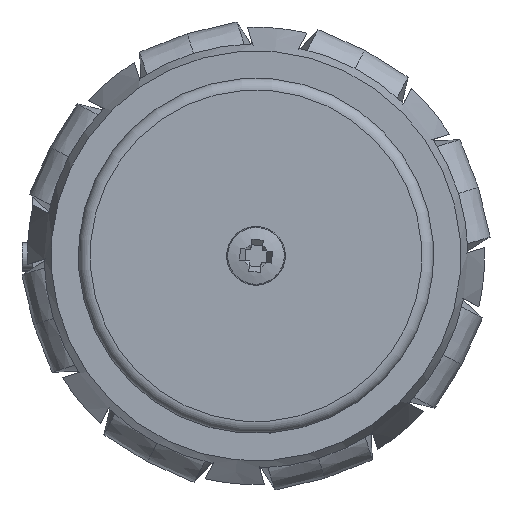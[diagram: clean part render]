
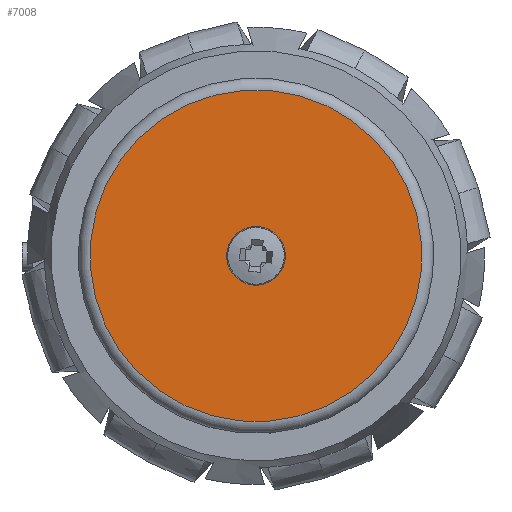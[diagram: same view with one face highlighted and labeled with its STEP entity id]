
A CAD part, top view. The second image highlights one B-rep face of the part: STEP entity #7008.
In plain terms, the highlighted face is planar.
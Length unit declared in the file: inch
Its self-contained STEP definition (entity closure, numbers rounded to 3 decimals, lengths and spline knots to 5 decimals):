
#670=CIRCLE($,#7728,0.7);
#672=CIRCLE($,#7732,0.05975);
#850=FACE_BOUND($,#1747,.T.);
#851=FACE_BOUND($,#1748,.T.);
#1747=EDGE_LOOP($,(#6160));
#1748=EDGE_LOOP($,(#6161));
#3494=VERTEX_POINT($,#12066);
#3496=VERTEX_POINT($,#12072);
#4398=EDGE_CURVE($,#3494,#3494,#670,.T.);
#4400=EDGE_CURVE($,#3496,#3496,#672,.T.);
#6160=ORIENTED_EDGE($,*,*,#4400,.T.);
#6161=ORIENTED_EDGE($,*,*,#4398,.F.);
#6611=PLANE($,#7731);
#7008=ADVANCED_FACE($,(#850,#851),#6611,.F.);
#7728=AXIS2_PLACEMENT_3D($,#12067,#9615,#9616);
#7731=AXIS2_PLACEMENT_3D($,#12071,#9621,#9622);
#7732=AXIS2_PLACEMENT_3D($,#12073,#9623,#9624);
#9615=DIRECTION('center_axis',(0.,0.,1.));
#9616=DIRECTION('ref_axis',(-1.,0.,0.));
#9621=DIRECTION('center_axis',(0.,0.,1.));
#9622=DIRECTION('ref_axis',(1.,0.,0.));
#9623=DIRECTION('center_axis',(0.,0.,1.));
#9624=DIRECTION('ref_axis',(-1.,0.,0.));
#12066=CARTESIAN_POINT('',(0.7,0.,0.));
#12067=CARTESIAN_POINT('Origin',(0.,0.,0.));
#12071=CARTESIAN_POINT('Origin',(0.,0.,
0.));
#12072=CARTESIAN_POINT('',(0.05975,0.,0.));
#12073=CARTESIAN_POINT('Origin',(0.,0.,0.));
